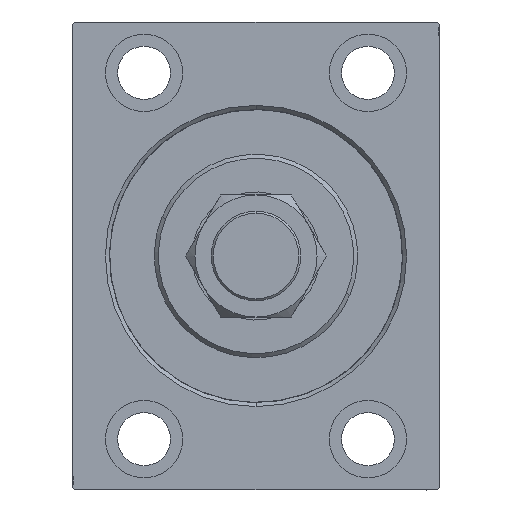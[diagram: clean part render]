
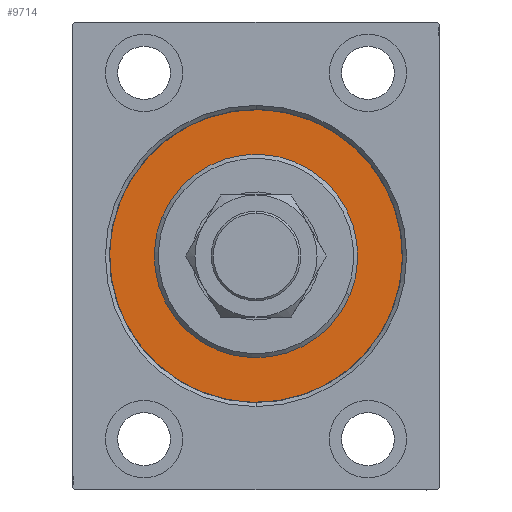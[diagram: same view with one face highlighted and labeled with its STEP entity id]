
A CAD part, left-side view. The second image highlights one B-rep face of the part: STEP entity #9714.
In plain terms, the highlighted face is planar.
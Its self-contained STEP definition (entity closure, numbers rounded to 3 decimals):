
#147 = CIRCLE ( 'NONE', #10433, 36. ) ;
#2479 = CARTESIAN_POINT ( 'NONE',  ( 0., 0., 0. ) ) ;
#4356 = CARTESIAN_POINT ( 'NONE',  ( 0., 0., 25. ) ) ;
#5316 = EDGE_CURVE ( 'NONE', #39788, #7580, #147, .T. ) ;
#5897 = CARTESIAN_POINT ( 'NONE',  ( 0., 0., -36. ) ) ;
#6068 = CIRCLE ( 'NONE', #31803, 36. ) ;
#7580 = VERTEX_POINT ( 'NONE', #28690 ) ;
#9714 = ADVANCED_FACE ( 'NONE', ( #9760, #30516 ), #34428, .F. ) ;
#9760 = FACE_BOUND ( 'NONE', #39057, .T. ) ;
#9828 = DIRECTION ( 'NONE',  ( -1., 0., 0. ) ) ;
#10433 = AXIS2_PLACEMENT_3D ( 'NONE', #24893, #24668, #14300 ) ;
#10442 = CARTESIAN_POINT ( 'NONE',  ( 0., 0., 0. ) ) ;
#14300 = DIRECTION ( 'NONE',  ( 0., 0., 1. ) ) ;
#15724 = ORIENTED_EDGE ( 'NONE', *, *, #5316, .F. ) ;
#19026 = DIRECTION ( 'NONE',  ( 0., 0., -1. ) ) ;
#20468 = AXIS2_PLACEMENT_3D ( 'NONE', #26615, #34000, #19026 ) ;
#23590 = CARTESIAN_POINT ( 'NONE',  ( 0., 0., 0. ) ) ;
#23732 = AXIS2_PLACEMENT_3D ( 'NONE', #23590, #34209, #42028 ) ;
#23825 = DIRECTION ( 'NONE',  ( 1., 0., 0. ) ) ;
#24668 = DIRECTION ( 'NONE',  ( -1., 0., 0. ) ) ;
#24893 = CARTESIAN_POINT ( 'NONE',  ( 0., 0., 0. ) ) ;
#26615 = CARTESIAN_POINT ( 'NONE',  ( 0., 0., 0. ) ) ;
#27724 = DIRECTION ( 'NONE',  ( 0., 0., -1. ) ) ;
#28049 = CIRCLE ( 'NONE', #30996, 25. ) ;
#28324 = EDGE_CURVE ( 'NONE', #42896, #30032, #36693, .T. ) ;
#28690 = CARTESIAN_POINT ( 'NONE',  ( 0., 0., 36. ) ) ;
#30032 = VERTEX_POINT ( 'NONE', #4356 ) ;
#30516 = FACE_OUTER_BOUND ( 'NONE', #35127, .T. ) ;
#30996 = AXIS2_PLACEMENT_3D ( 'NONE', #10442, #23825, #27724 ) ;
#31803 = AXIS2_PLACEMENT_3D ( 'NONE', #2479, #9828, #33826 ) ;
#33826 = DIRECTION ( 'NONE',  ( 0., 0., 1. ) ) ;
#34000 = DIRECTION ( 'NONE',  ( 1., 0., 0. ) ) ;
#34209 = DIRECTION ( 'NONE',  ( -1., 0., 0. ) ) ;
#34428 = PLANE ( 'NONE',  #23732 ) ;
#34722 = ORIENTED_EDGE ( 'NONE', *, *, #36485, .F. ) ;
#35058 = CARTESIAN_POINT ( 'NONE',  ( 0., 0., -25. ) ) ;
#35127 = EDGE_LOOP ( 'NONE', ( #15724, #35746 ) ) ;
#35746 = ORIENTED_EDGE ( 'NONE', *, *, #43521, .F. ) ;
#36485 = EDGE_CURVE ( 'NONE', #30032, #42896, #28049, .T. ) ;
#36693 = CIRCLE ( 'NONE', #20468, 25. ) ;
#37161 = ORIENTED_EDGE ( 'NONE', *, *, #28324, .F. ) ;
#39057 = EDGE_LOOP ( 'NONE', ( #34722, #37161 ) ) ;
#39788 = VERTEX_POINT ( 'NONE', #5897 ) ;
#42028 = DIRECTION ( 'NONE',  ( 0., 0., 1. ) ) ;
#42896 = VERTEX_POINT ( 'NONE', #35058 ) ;
#43521 = EDGE_CURVE ( 'NONE', #7580, #39788, #6068, .T. ) ;
